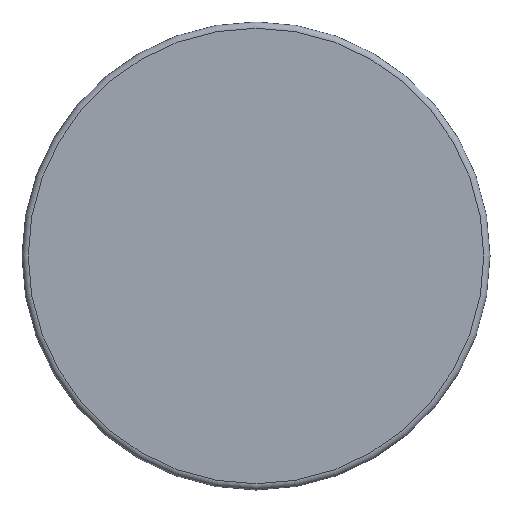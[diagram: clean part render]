
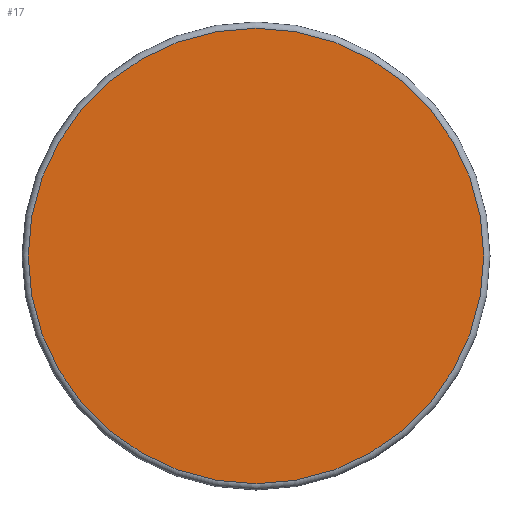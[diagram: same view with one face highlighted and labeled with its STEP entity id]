
A CAD part, front view. The second image highlights one B-rep face of the part: STEP entity #17.
In plain terms, the highlighted planar face has unit normal (0, -1, 0).
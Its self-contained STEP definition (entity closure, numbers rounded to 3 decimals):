
#17 = ADVANCED_FACE ( 'NONE', ( #119 ), #118, .F. ) ;
#21 = EDGE_CURVE ( 'NONE', #105, #105, #158, .T. ) ;
#36 = ORIENTED_EDGE ( 'NONE', *, *, #21, .T. ) ;
#90 = CARTESIAN_POINT ( 'NONE',  ( 0., -1.5, 7.3 ) ) ;
#99 = DIRECTION ( 'NONE',  ( 0., 0., 1. ) ) ;
#100 = DIRECTION ( 'NONE',  ( 0., -1., 0. ) ) ;
#101 = CARTESIAN_POINT ( 'NONE',  ( 0., -1.5, 0. ) ) ;
#105 = VERTEX_POINT ( 'NONE', #90 ) ;
#115 = DIRECTION ( 'NONE',  ( 0., 0., 1. ) ) ;
#116 = DIRECTION ( 'NONE',  ( 0., 1., 0. ) ) ;
#118 = PLANE ( 'NONE',  #157 ) ;
#119 = FACE_OUTER_BOUND ( 'NONE', #132, .T. ) ;
#123 = CARTESIAN_POINT ( 'NONE',  ( 0., -1.5, 0. ) ) ;
#132 = EDGE_LOOP ( 'NONE', ( #36 ) ) ;
#157 = AXIS2_PLACEMENT_3D ( 'NONE', #123, #116, #115 ) ;
#158 = CIRCLE ( 'NONE', #174, 7.3 ) ;
#174 = AXIS2_PLACEMENT_3D ( 'NONE', #101, #100, #99 ) ;
